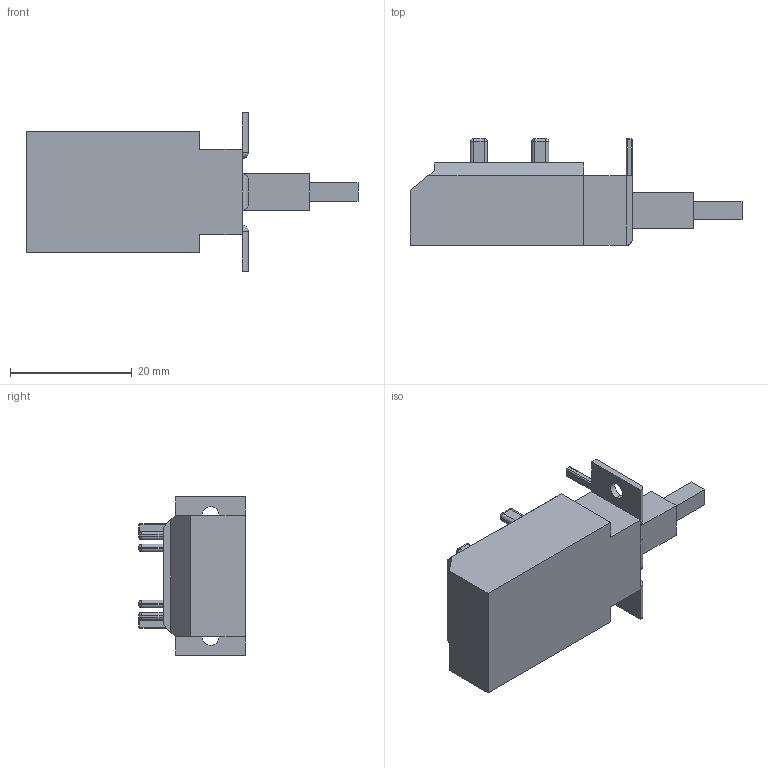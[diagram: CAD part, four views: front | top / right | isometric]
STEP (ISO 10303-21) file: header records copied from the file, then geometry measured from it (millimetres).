
FILE_DESCRIPTION (( 'STEP AP214' ), '1' );
FILE_NAME ('chave_KDCA11.STEP', '2019-11-29T21:16:07', ( '' ), ( '' ), 'SwSTEP 2.0', 'SolidWorks 2018', '' );
FILE_SCHEMA (( 'AUTOMOTIVE_DESIGN' ));
Length unit declared in the file: millimetre
Products named in the file (1): chave_KDCA11
Bounding box: 54.5 x 17.5 x 26 mm (x, y, z)
Volume: 9019.4 mm3; surface area: 3651.9 mm2
Topology: 1 solids, 1 shells, 155 faces, 382 edges, 208 vertices
Faces by surface type: plane 67, cylinder 62, sphere 26
Entity records: 5844 total; most frequent: DIRECTION 782, CARTESIAN_POINT 732, ORIENTED_EDGE 712, EDGE_CURVE 356, AXIS2_PLACEMENT_3D 274, VECTOR 234, LINE 234, VERTEX_POINT 208
